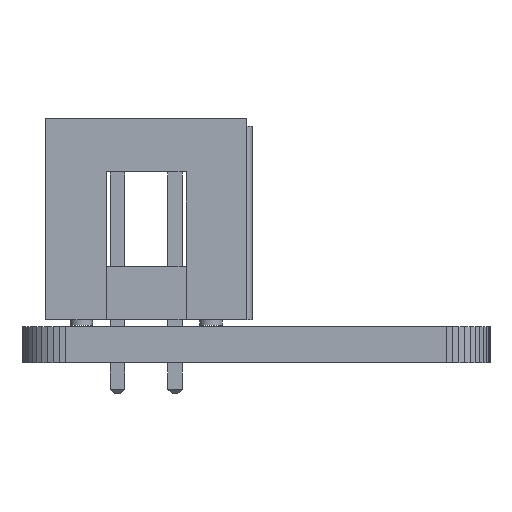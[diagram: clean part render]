
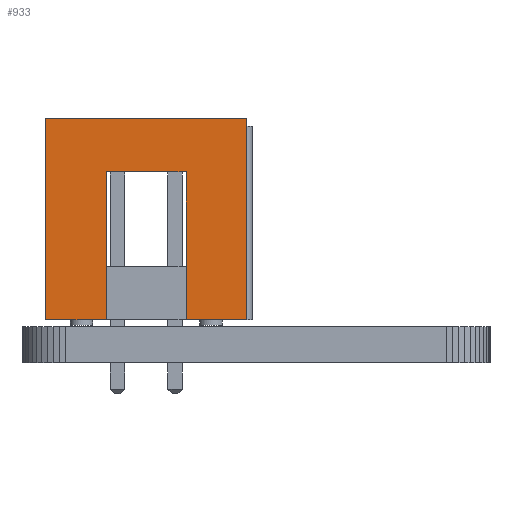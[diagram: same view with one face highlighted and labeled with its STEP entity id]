
A CAD part, left-side view. The second image highlights one B-rep face of the part: STEP entity #933.
In plain terms, the highlighted face is planar.
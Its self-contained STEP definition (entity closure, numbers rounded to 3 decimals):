
#77 = PLANE('',#78);
#78 = AXIS2_PLACEMENT_3D('',#79,#80,#81);
#79 = CARTESIAN_POINT('',(-3.155,-11.43,4.675));
#80 = DIRECTION('',(-1.,0.,0.));
#81 = DIRECTION('',(0.,0.,-1.));
#102 = VERTEX_POINT('',#103);
#103 = CARTESIAN_POINT('',(-3.155,-27.96,0.25));
#117 = PLANE('',#118);
#118 = AXIS2_PLACEMENT_3D('',#119,#120,#121);
#119 = CARTESIAN_POINT('',(1.304,-11.43,0.25));
#120 = DIRECTION('',(-0.,-0.,-1.));
#121 = DIRECTION('',(-1.,0.,0.));
#129 = EDGE_CURVE('',#102,#130,#132,.T.);
#130 = VERTEX_POINT('',#131);
#131 = CARTESIAN_POINT('',(-3.155,-27.96,9.1));
#132 = SURFACE_CURVE('',#133,(#137,#144),.PCURVE_S1.);
#133 = LINE('',#134,#135);
#134 = CARTESIAN_POINT('',(-3.155,-27.96,2.6));
#135 = VECTOR('',#136,1.);
#136 = DIRECTION('',(0.,0.,1.));
#137 = PCURVE('',#77,#138);
#138 = DEFINITIONAL_REPRESENTATION('',(#139),#143);
#139 = LINE('',#140,#141);
#140 = CARTESIAN_POINT('',(2.075,16.53));
#141 = VECTOR('',#142,1.);
#142 = DIRECTION('',(-1.,0.));
#143 = ( GEOMETRIC_REPRESENTATION_CONTEXT(2) 
PARAMETRIC_REPRESENTATION_CONTEXT() REPRESENTATION_CONTEXT('2D SPACE',''
  ) );
#144 = PCURVE('',#145,#150);
#145 = PLANE('',#146);
#146 = AXIS2_PLACEMENT_3D('',#147,#148,#149);
#147 = CARTESIAN_POINT('',(1.27,-27.96,4.675));
#148 = DIRECTION('',(-0.,-1.,0.));
#149 = DIRECTION('',(0.,0.,-1.));
#150 = DEFINITIONAL_REPRESENTATION('',(#151),#155);
#151 = LINE('',#152,#153);
#152 = CARTESIAN_POINT('',(2.075,-4.425));
#153 = VECTOR('',#154,1.);
#154 = DIRECTION('',(-1.,0.));
#155 = ( GEOMETRIC_REPRESENTATION_CONTEXT(2) 
PARAMETRIC_REPRESENTATION_CONTEXT() REPRESENTATION_CONTEXT('2D SPACE',''
  ) );
#173 = PLANE('',#174);
#174 = AXIS2_PLACEMENT_3D('',#175,#176,#177);
#175 = CARTESIAN_POINT('',(1.27,-11.43,9.1));
#176 = DIRECTION('',(0.,0.,1.));
#177 = DIRECTION('',(1.,0.,-0.));
#311 = PLANE('',#312);
#312 = AXIS2_PLACEMENT_3D('',#313,#314,#315);
#313 = CARTESIAN_POINT('',(5.695,-11.43,4.675));
#314 = DIRECTION('',(1.,0.,0.));
#315 = DIRECTION('',(0.,0.,1.));
#477 = EDGE_CURVE('',#130,#478,#480,.T.);
#478 = VERTEX_POINT('',#479);
#479 = CARTESIAN_POINT('',(5.695,-27.96,9.1));
#480 = SURFACE_CURVE('',#481,(#485,#492),.PCURVE_S1.);
#481 = LINE('',#482,#483);
#482 = CARTESIAN_POINT('',(-3.155,-27.96,9.1));
#483 = VECTOR('',#484,1.);
#484 = DIRECTION('',(1.,0.,0.));
#485 = PCURVE('',#173,#486);
#486 = DEFINITIONAL_REPRESENTATION('',(#487),#491);
#487 = LINE('',#488,#489);
#488 = CARTESIAN_POINT('',(-4.425,-16.53));
#489 = VECTOR('',#490,1.);
#490 = DIRECTION('',(1.,0.));
#491 = ( GEOMETRIC_REPRESENTATION_CONTEXT(2) 
PARAMETRIC_REPRESENTATION_CONTEXT() REPRESENTATION_CONTEXT('2D SPACE',''
  ) );
#492 = PCURVE('',#145,#493);
#493 = DEFINITIONAL_REPRESENTATION('',(#494),#498);
#494 = LINE('',#495,#496);
#495 = CARTESIAN_POINT('',(-4.425,-4.425));
#496 = VECTOR('',#497,1.);
#497 = DIRECTION('',(0.,1.));
#498 = ( GEOMETRIC_REPRESENTATION_CONTEXT(2) 
PARAMETRIC_REPRESENTATION_CONTEXT() REPRESENTATION_CONTEXT('2D SPACE',''
  ) );
#933 = ADVANCED_FACE('',(#934),#145,.T.);
#934 = FACE_BOUND('',#935,.T.);
#935 = EDGE_LOOP('',(#936,#937,#960,#988,#1016,#1044,#1067,#1088));
#936 = ORIENTED_EDGE('',*,*,#129,.F.);
#937 = ORIENTED_EDGE('',*,*,#938,.T.);
#938 = EDGE_CURVE('',#102,#939,#941,.T.);
#939 = VERTEX_POINT('',#940);
#940 = CARTESIAN_POINT('',(-0.48,-27.96,0.25));
#941 = SURFACE_CURVE('',#942,(#946,#953),.PCURVE_S1.);
#942 = LINE('',#943,#944);
#943 = CARTESIAN_POINT('',(-3.155,-27.96,0.25));
#944 = VECTOR('',#945,1.);
#945 = DIRECTION('',(1.,0.,0.));
#946 = PCURVE('',#145,#947);
#947 = DEFINITIONAL_REPRESENTATION('',(#948),#952);
#948 = LINE('',#949,#950);
#949 = CARTESIAN_POINT('',(4.425,-4.425));
#950 = VECTOR('',#951,1.);
#951 = DIRECTION('',(0.,1.));
#952 = ( GEOMETRIC_REPRESENTATION_CONTEXT(2) 
PARAMETRIC_REPRESENTATION_CONTEXT() REPRESENTATION_CONTEXT('2D SPACE',''
  ) );
#953 = PCURVE('',#117,#954);
#954 = DEFINITIONAL_REPRESENTATION('',(#955),#959);
#955 = LINE('',#956,#957);
#956 = CARTESIAN_POINT('',(4.459,-16.53));
#957 = VECTOR('',#958,1.);
#958 = DIRECTION('',(-1.,0.));
#959 = ( GEOMETRIC_REPRESENTATION_CONTEXT(2) 
PARAMETRIC_REPRESENTATION_CONTEXT() REPRESENTATION_CONTEXT('2D SPACE',''
  ) );
#960 = ORIENTED_EDGE('',*,*,#961,.T.);
#961 = EDGE_CURVE('',#939,#962,#964,.T.);
#962 = VERTEX_POINT('',#963);
#963 = CARTESIAN_POINT('',(-0.48,-27.96,6.75));
#964 = SURFACE_CURVE('',#965,(#969,#976),.PCURVE_S1.);
#965 = LINE('',#966,#967);
#966 = CARTESIAN_POINT('',(-0.48,-27.96,2.463));
#967 = VECTOR('',#968,1.);
#968 = DIRECTION('',(0.,0.,1.));
#969 = PCURVE('',#145,#970);
#970 = DEFINITIONAL_REPRESENTATION('',(#971),#975);
#971 = LINE('',#972,#973);
#972 = CARTESIAN_POINT('',(2.213,-1.75));
#973 = VECTOR('',#974,1.);
#974 = DIRECTION('',(-1.,0.));
#975 = ( GEOMETRIC_REPRESENTATION_CONTEXT(2) 
PARAMETRIC_REPRESENTATION_CONTEXT() REPRESENTATION_CONTEXT('2D SPACE',''
  ) );
#976 = PCURVE('',#977,#982);
#977 = PLANE('',#978);
#978 = AXIS2_PLACEMENT_3D('',#979,#980,#981);
#979 = CARTESIAN_POINT('',(-0.48,-26.71,0.25));
#980 = DIRECTION('',(1.,0.,0.));
#981 = DIRECTION('',(0.,-1.,0.));
#982 = DEFINITIONAL_REPRESENTATION('',(#983),#987);
#983 = LINE('',#984,#985);
#984 = CARTESIAN_POINT('',(1.25,-2.213));
#985 = VECTOR('',#986,1.);
#986 = DIRECTION('',(0.,-1.));
#987 = ( GEOMETRIC_REPRESENTATION_CONTEXT(2) 
PARAMETRIC_REPRESENTATION_CONTEXT() REPRESENTATION_CONTEXT('2D SPACE',''
  ) );
#988 = ORIENTED_EDGE('',*,*,#989,.F.);
#989 = EDGE_CURVE('',#990,#962,#992,.T.);
#990 = VERTEX_POINT('',#991);
#991 = CARTESIAN_POINT('',(3.02,-27.96,6.75));
#992 = SURFACE_CURVE('',#993,(#997,#1004),.PCURVE_S1.);
#993 = LINE('',#994,#995);
#994 = CARTESIAN_POINT('',(1.27,-27.96,6.75));
#995 = VECTOR('',#996,1.);
#996 = DIRECTION('',(-1.,0.,0.));
#997 = PCURVE('',#145,#998);
#998 = DEFINITIONAL_REPRESENTATION('',(#999),#1003);
#999 = LINE('',#1000,#1001);
#1000 = CARTESIAN_POINT('',(-2.075,0.));
#1001 = VECTOR('',#1002,1.);
#1002 = DIRECTION('',(0.,-1.));
#1003 = ( GEOMETRIC_REPRESENTATION_CONTEXT(2) 
PARAMETRIC_REPRESENTATION_CONTEXT() REPRESENTATION_CONTEXT('2D SPACE',''
  ) );
#1004 = PCURVE('',#1005,#1010);
#1005 = PLANE('',#1006);
#1006 = AXIS2_PLACEMENT_3D('',#1007,#1008,#1009);
#1007 = CARTESIAN_POINT('',(1.27,-27.96,6.75));
#1008 = DIRECTION('',(0.,0.,1.));
#1009 = DIRECTION('',(1.,0.,-0.));
#1010 = DEFINITIONAL_REPRESENTATION('',(#1011),#1015);
#1011 = LINE('',#1012,#1013);
#1012 = CARTESIAN_POINT('',(0.,0.));
#1013 = VECTOR('',#1014,1.);
#1014 = DIRECTION('',(-1.,0.));
#1015 = ( GEOMETRIC_REPRESENTATION_CONTEXT(2) 
PARAMETRIC_REPRESENTATION_CONTEXT() REPRESENTATION_CONTEXT('2D SPACE',''
  ) );
#1016 = ORIENTED_EDGE('',*,*,#1017,.T.);
#1017 = EDGE_CURVE('',#990,#1018,#1020,.T.);
#1018 = VERTEX_POINT('',#1019);
#1019 = CARTESIAN_POINT('',(3.02,-27.96,0.25));
#1020 = SURFACE_CURVE('',#1021,(#1025,#1032),.PCURVE_S1.);
#1021 = LINE('',#1022,#1023);
#1022 = CARTESIAN_POINT('',(3.02,-27.96,2.463));
#1023 = VECTOR('',#1024,1.);
#1024 = DIRECTION('',(0.,0.,-1.));
#1025 = PCURVE('',#145,#1026);
#1026 = DEFINITIONAL_REPRESENTATION('',(#1027),#1031);
#1027 = LINE('',#1028,#1029);
#1028 = CARTESIAN_POINT('',(2.213,1.75));
#1029 = VECTOR('',#1030,1.);
#1030 = DIRECTION('',(1.,0.));
#1031 = ( GEOMETRIC_REPRESENTATION_CONTEXT(2) 
PARAMETRIC_REPRESENTATION_CONTEXT() REPRESENTATION_CONTEXT('2D SPACE',''
  ) );
#1032 = PCURVE('',#1033,#1038);
#1033 = PLANE('',#1034);
#1034 = AXIS2_PLACEMENT_3D('',#1035,#1036,#1037);
#1035 = CARTESIAN_POINT('',(3.02,-29.21,0.25));
#1036 = DIRECTION('',(-1.,0.,0.));
#1037 = DIRECTION('',(0.,1.,0.));
#1038 = DEFINITIONAL_REPRESENTATION('',(#1039),#1043);
#1039 = LINE('',#1040,#1041);
#1040 = CARTESIAN_POINT('',(1.25,-2.213));
#1041 = VECTOR('',#1042,1.);
#1042 = DIRECTION('',(0.,1.));
#1043 = ( GEOMETRIC_REPRESENTATION_CONTEXT(2) 
PARAMETRIC_REPRESENTATION_CONTEXT() REPRESENTATION_CONTEXT('2D SPACE',''
  ) );
#1044 = ORIENTED_EDGE('',*,*,#1045,.T.);
#1045 = EDGE_CURVE('',#1018,#1046,#1048,.T.);
#1046 = VERTEX_POINT('',#1047);
#1047 = CARTESIAN_POINT('',(5.695,-27.96,0.25));
#1048 = SURFACE_CURVE('',#1049,(#1053,#1060),.PCURVE_S1.);
#1049 = LINE('',#1050,#1051);
#1050 = CARTESIAN_POINT('',(-3.155,-27.96,0.25));
#1051 = VECTOR('',#1052,1.);
#1052 = DIRECTION('',(1.,0.,0.));
#1053 = PCURVE('',#145,#1054);
#1054 = DEFINITIONAL_REPRESENTATION('',(#1055),#1059);
#1055 = LINE('',#1056,#1057);
#1056 = CARTESIAN_POINT('',(4.425,-4.425));
#1057 = VECTOR('',#1058,1.);
#1058 = DIRECTION('',(0.,1.));
#1059 = ( GEOMETRIC_REPRESENTATION_CONTEXT(2) 
PARAMETRIC_REPRESENTATION_CONTEXT() REPRESENTATION_CONTEXT('2D SPACE',''
  ) );
#1060 = PCURVE('',#117,#1061);
#1061 = DEFINITIONAL_REPRESENTATION('',(#1062),#1066);
#1062 = LINE('',#1063,#1064);
#1063 = CARTESIAN_POINT('',(4.459,-16.53));
#1064 = VECTOR('',#1065,1.);
#1065 = DIRECTION('',(-1.,0.));
#1066 = ( GEOMETRIC_REPRESENTATION_CONTEXT(2) 
PARAMETRIC_REPRESENTATION_CONTEXT() REPRESENTATION_CONTEXT('2D SPACE',''
  ) );
#1067 = ORIENTED_EDGE('',*,*,#1068,.T.);
#1068 = EDGE_CURVE('',#1046,#478,#1069,.T.);
#1069 = SURFACE_CURVE('',#1070,(#1074,#1081),.PCURVE_S1.);
#1070 = LINE('',#1071,#1072);
#1071 = CARTESIAN_POINT('',(5.695,-27.96,0.25));
#1072 = VECTOR('',#1073,1.);
#1073 = DIRECTION('',(0.,0.,1.));
#1074 = PCURVE('',#145,#1075);
#1075 = DEFINITIONAL_REPRESENTATION('',(#1076),#1080);
#1076 = LINE('',#1077,#1078);
#1077 = CARTESIAN_POINT('',(4.425,4.425));
#1078 = VECTOR('',#1079,1.);
#1079 = DIRECTION('',(-1.,0.));
#1080 = ( GEOMETRIC_REPRESENTATION_CONTEXT(2) 
PARAMETRIC_REPRESENTATION_CONTEXT() REPRESENTATION_CONTEXT('2D SPACE',''
  ) );
#1081 = PCURVE('',#311,#1082);
#1082 = DEFINITIONAL_REPRESENTATION('',(#1083),#1087);
#1083 = LINE('',#1084,#1085);
#1084 = CARTESIAN_POINT('',(-4.425,16.53));
#1085 = VECTOR('',#1086,1.);
#1086 = DIRECTION('',(1.,0.));
#1087 = ( GEOMETRIC_REPRESENTATION_CONTEXT(2) 
PARAMETRIC_REPRESENTATION_CONTEXT() REPRESENTATION_CONTEXT('2D SPACE',''
  ) );
#1088 = ORIENTED_EDGE('',*,*,#477,.F.);
